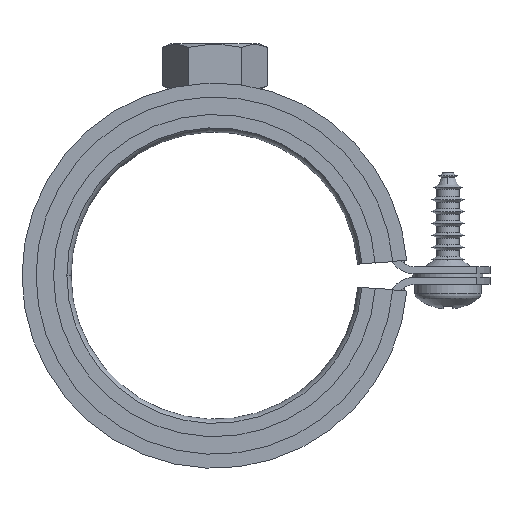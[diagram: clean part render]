
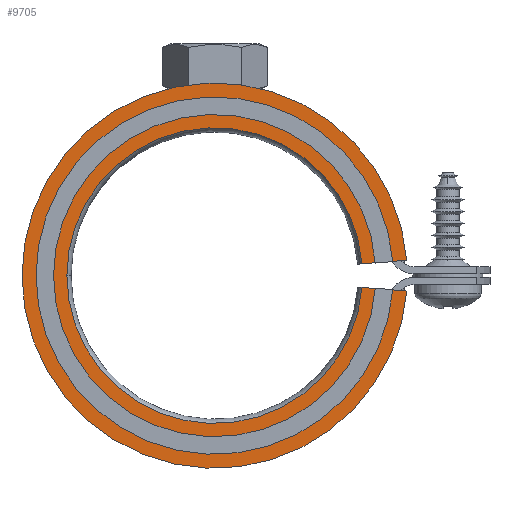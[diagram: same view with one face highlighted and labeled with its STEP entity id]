
A CAD part, front view. The second image highlights one B-rep face of the part: STEP entity #9705.
In plain terms, the highlighted face is planar.
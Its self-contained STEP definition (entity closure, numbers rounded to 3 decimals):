
#8556=CARTESIAN_POINT('',(146.877,128.638,9.0));
#8557=VERTEX_POINT('',#8556);
#8564=CARTESIAN_POINT('',(189.01,126.95,9.0));
#8565=VERTEX_POINT('',#8564);
#8566=CARTESIAN_POINT('',(167.977,128.638,9.0));
#8567=DIRECTION('',(0.0,0.0,1.0));
#8568=DIRECTION('',(1.0,0.0,0.0));
#8569=AXIS2_PLACEMENT_3D('',#8566,#8567,#8568);
#8570=CIRCLE('',#8569,21.1);
#8571=EDGE_CURVE('',#8557,#8565,#8570,.T.);
#8596=CARTESIAN_POINT('',(140.477,128.638,9.0));
#8597=VERTEX_POINT('',#8596);
#8606=CARTESIAN_POINT('',(195.389,130.838,9.0));
#8607=VERTEX_POINT('',#8606);
#8608=CARTESIAN_POINT('',(167.977,128.638,9.0));
#8609=DIRECTION('',(0.0,0.0,1.0));
#8610=DIRECTION('',(1.0,0.0,0.0));
#8611=AXIS2_PLACEMENT_3D('',#8608,#8609,#8610);
#8612=CIRCLE('',#8611,27.5);
#8613=EDGE_CURVE('',#8607,#8597,#8612,.T.);
#9656=CARTESIAN_POINT('',(195.389,126.438,9.0));
#9657=VERTEX_POINT('',#9656);
#9664=CARTESIAN_POINT('',(167.977,128.638,9.0));
#9665=DIRECTION('',(0.0,0.0,1.0));
#9666=DIRECTION('',(1.0,0.0,0.0));
#9667=AXIS2_PLACEMENT_3D('',#9664,#9665,#9666);
#9668=CIRCLE('',#9667,27.5);
#9669=EDGE_CURVE('',#8597,#9657,#9668,.T.);
#9674=CARTESIAN_POINT('',(192.199,130.582,9.0));
#9675=DIRECTION('',(0.0,0.0,1.0));
#9676=DIRECTION('',(1.0,0.0,0.0));
#9677=AXIS2_PLACEMENT_3D('',#9674,#9675,#9676);
#9678=PLANE('',#9677);
#9679=CARTESIAN_POINT('',(195.389,126.438,9.0));
#9680=DIRECTION('',(-0.997,0.08,0.0));
#9681=VECTOR('',#9680,6.4);
#9682=LINE('',#9679,#9681);
#9683=EDGE_CURVE('',#9657,#8565,#9682,.T.);
#9684=ORIENTED_EDGE('',*,*,#9683,.T.);
#9685=ORIENTED_EDGE('',*,*,#8571,.F.);
#9686=CARTESIAN_POINT('',(189.01,130.326,9.0));
#9687=VERTEX_POINT('',#9686);
#9688=CARTESIAN_POINT('',(167.977,128.638,9.0));
#9689=DIRECTION('',(0.0,0.0,1.0));
#9690=DIRECTION('',(1.0,0.0,0.0));
#9691=AXIS2_PLACEMENT_3D('',#9688,#9689,#9690);
#9692=CIRCLE('',#9691,21.1);
#9693=EDGE_CURVE('',#9687,#8557,#9692,.T.);
#9694=ORIENTED_EDGE('',*,*,#9693,.F.);
#9695=CARTESIAN_POINT('',(195.389,130.838,9.0));
#9696=DIRECTION('',(-0.997,-0.08,0.0));
#9697=VECTOR('',#9696,6.4);
#9698=LINE('',#9695,#9697);
#9699=EDGE_CURVE('',#8607,#9687,#9698,.T.);
#9700=ORIENTED_EDGE('',*,*,#9699,.F.);
#9701=ORIENTED_EDGE('',*,*,#8613,.T.);
#9702=ORIENTED_EDGE('',*,*,#9669,.T.);
#9703=EDGE_LOOP('',(#9684,#9685,#9694,#9700,#9701,#9702));
#9704=FACE_OUTER_BOUND('',#9703,.T.);
#9705=ADVANCED_FACE('',(#9704),#9678,.T.);
